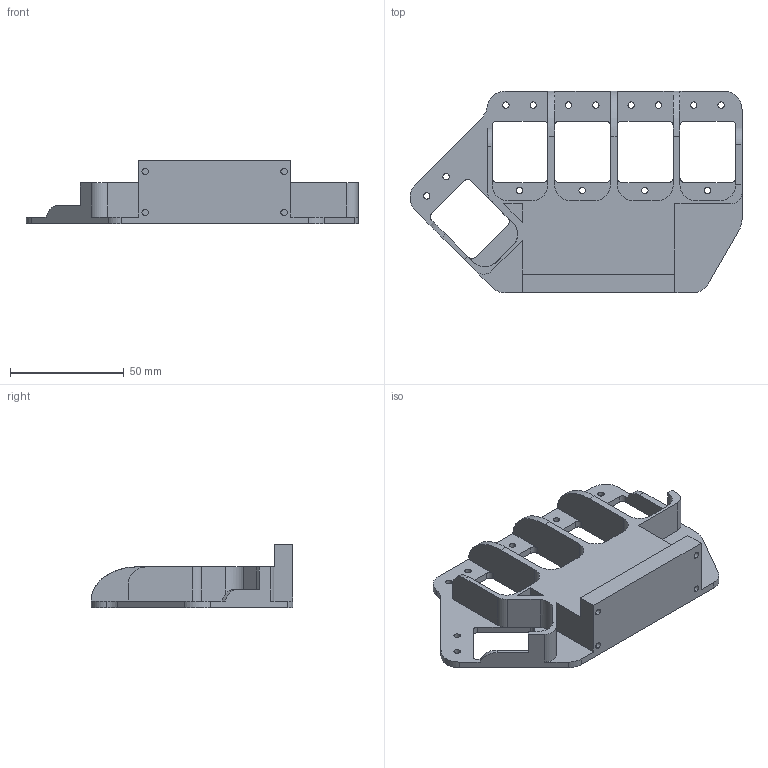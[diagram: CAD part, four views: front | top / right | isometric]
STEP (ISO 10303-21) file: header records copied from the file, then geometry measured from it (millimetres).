
FILE_DESCRIPTION (( 'STEP AP214' ), '1' );
FILE_NAME ('6.内部结构支撑（改1）.STEP', '2025-11-19T13:40:19', ( '' ), ( '' ), 'SwSTEP 2.0', 'SolidWorks 2025', '' );
FILE_SCHEMA (( 'AUTOMOTIVE_DESIGN' ));
Length unit declared in the file: millimetre
Products named in the file (1): 6.内部结构支撑（改1）
Bounding box: 145.76 x 88.6 x 28 mm (x, y, z)
Volume: 80206.6 mm3; surface area: 31112.4 mm2
Topology: 2 solids, 2 shells, 162 faces, 462 edges, 304 vertices
Faces by surface type: cylinder 85, plane 74, bspline 3
Entity records: 5637 total; most frequent: CARTESIAN_POINT 1172, DIRECTION 942, ORIENTED_EDGE 924, EDGE_CURVE 462, AXIS2_PLACEMENT_3D 332, VERTEX_POINT 304, LINE 278, VECTOR 278
